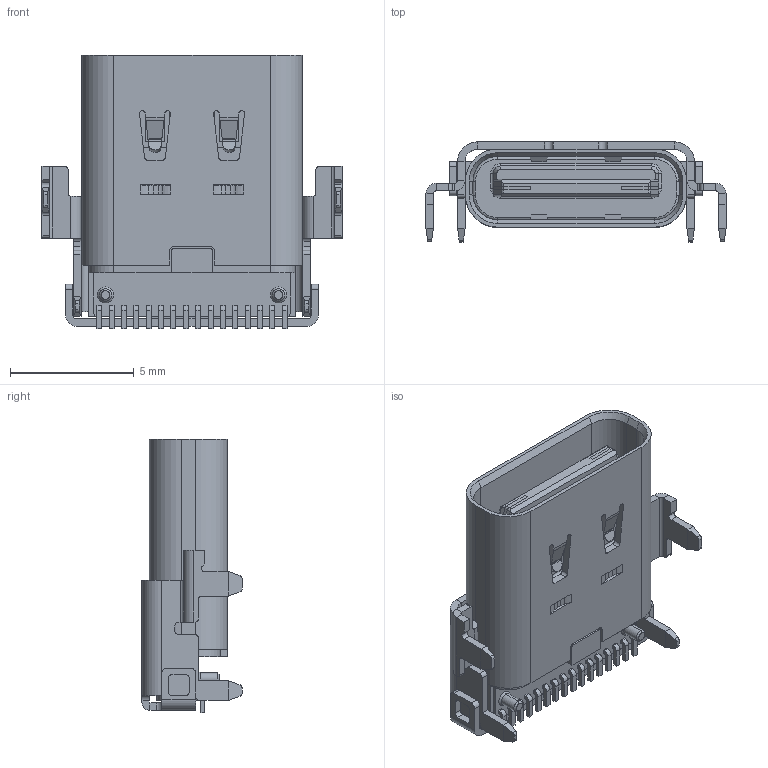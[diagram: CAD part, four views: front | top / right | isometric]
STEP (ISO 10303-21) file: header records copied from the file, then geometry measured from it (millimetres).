
FILE_DESCRIPTION (( 'STEP AP214' ), '1' );
FILE_NAME ('12401834E412A.STEP', '2025-07-16T03:38:40', ( '' ), ( '' ), 'SwSTEP 2.0', 'SolidWorks 2021', '' );
FILE_SCHEMA (( 'AUTOMOTIVE_DESIGN' ));
Length unit declared in the file: millimetre
Products named in the file (1): 12401834E412A
Bounding box: 12.14 x 4.05 x 11.07 mm (x, y, z)
Volume: 204.4 mm3; surface area: 867.4 mm2
Topology: 45 solids, 45 shells, 1066 faces, 2748 edges, 1778 vertices
Faces by surface type: plane 777, cylinder 263, cone 14, torus 8, sphere 4
Entity records: 32510 total; most frequent: CARTESIAN_POINT 5901, ORIENTED_EDGE 5488, DIRECTION 5254, EDGE_CURVE 2744, VECTOR 2192, LINE 2192, VERTEX_POINT 1778, AXIS2_PLACEMENT_3D 1531
